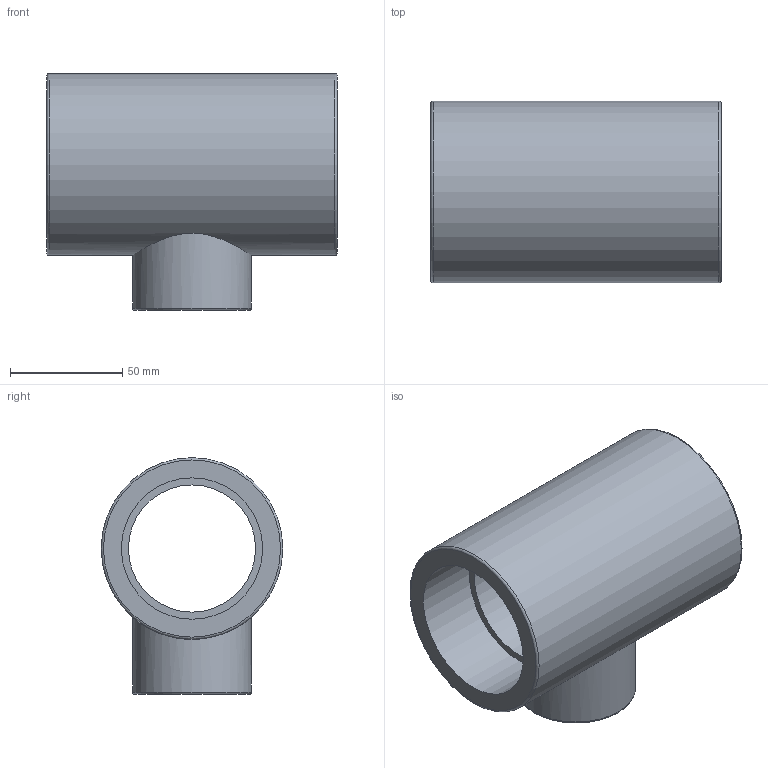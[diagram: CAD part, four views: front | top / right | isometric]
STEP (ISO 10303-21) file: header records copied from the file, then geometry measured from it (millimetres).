
FILE_DESCRIPTION(/* description */ ('PE100 Reducing Tee for socket welding, Ø63-Ø40, PN16'),/* implementation_level */ '2;1');
FILE_NAME(/* name */ 'TRIE-RC-063-040',/* time_stamp */ '2023-01-10T10:04:09+01:00',/* author */ ('COAB Solutions'),/* organization */ ('GPA Flowsystem'),/* preprocessor_version */ 'www.coabsolutions.com - creating and organizing all your 3D drawings',/* originating_system */ 'Autodesk Inventor 2021',/* authorisation */ '');
FILE_SCHEMA (('AUTOMOTIVE_DESIGN { 1 0 10303 214 3 1 1 }'));
Length unit declared in the file: millimetre
Products named in the file (1): TRIE-RC-063-040
Bounding box: 129.5 x 81 x 105.5 mm (x, y, z)
Volume: 320869.6 mm3; surface area: 69541.7 mm2
Topology: 1 solids, 1 shells, 16 faces, 33 edges, 21 vertices
Faces by surface type: cylinder 7, plane 6, torus 3
Full cylindrical faces by diameter (mm): 36 x1, 40 x1, 53 x1, 56.7 x1, 63 x2, 81 x1
Entity records: 594 total; most frequent: CARTESIAN_POINT 197, DIRECTION 79, ORIENTED_EDGE 66, AXIS2_PLACEMENT_3D 35, EDGE_CURVE 33, EDGE_LOOP 22, VERTEX_POINT 21, CIRCLE 18
